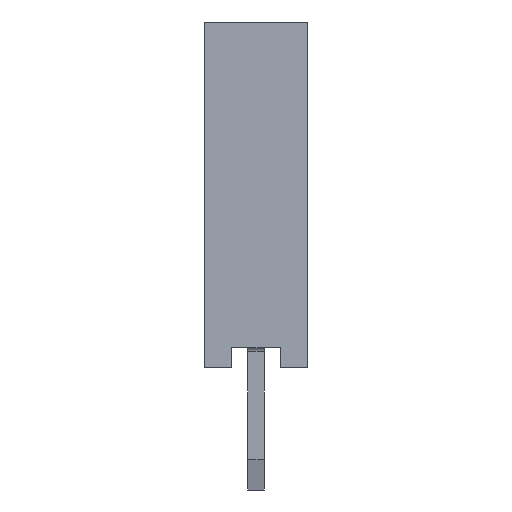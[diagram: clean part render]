
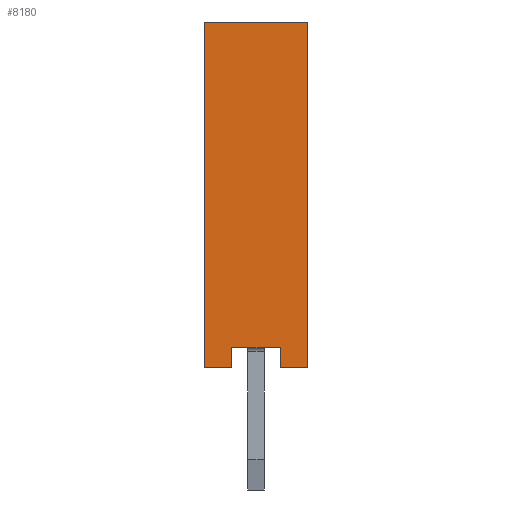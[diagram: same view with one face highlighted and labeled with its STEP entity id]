
A CAD part, left-side view. The second image highlights one B-rep face of the part: STEP entity #8180.
In plain terms, the highlighted planar face has unit normal (-1, 0, 0).
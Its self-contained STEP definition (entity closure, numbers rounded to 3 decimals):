
#8180=ADVANCED_FACE('',(#17688),#17690,.T.);
#17688=FACE_BOUND('',#17689,.T.);
#17689=EDGE_LOOP('',(#25469,#25470,#25471,#25472,#25473,#25474,#25475,#25476));
#17690=PLANE('',#17691);
#17691=AXIS2_PLACEMENT_3D('',#17692,#17693,#17694);
#17692=CARTESIAN_POINT('',(-1.27,1.27,0.));
#17693=DIRECTION('',(-1.,0.,0.));
#17694=DIRECTION('',(0.,-1.,0.));
#25469=ORIENTED_EDGE('',*,*,#30081,.T.);
#25470=ORIENTED_EDGE('',*,*,#30082,.T.);
#25471=ORIENTED_EDGE('',*,*,#30083,.T.);
#25472=ORIENTED_EDGE('',*,*,#30084,.F.);
#25473=ORIENTED_EDGE('',*,*,#30085,.F.);
#25474=ORIENTED_EDGE('',*,*,#30086,.T.);
#25475=ORIENTED_EDGE('',*,*,#30087,.T.);
#25476=ORIENTED_EDGE('',*,*,#28617,.T.);
#28617=EDGE_CURVE('',#33365,#33366,#33367,.T.);
#30081=EDGE_CURVE('',#33366,#35545,#35546,.F.);
#30082=EDGE_CURVE('',#35545,#35547,#35548,.T.);
#30083=EDGE_CURVE('',#35547,#35549,#35550,.T.);
#30084=EDGE_CURVE('',#35551,#35549,#35552,.T.);
#30085=EDGE_CURVE('',#35553,#35551,#35554,.T.);
#30086=EDGE_CURVE('',#35553,#35555,#35556,.T.);
#30087=EDGE_CURVE('',#35555,#33365,#35557,.F.);
#33365=VERTEX_POINT('',#42269);
#33366=VERTEX_POINT('',#42270);
#33367=LINE('',#42271,#42272);
#35545=VERTEX_POINT('',#47597);
#35546=LINE('',#47598,#47599);
#35547=VERTEX_POINT('',#47601);
#35548=LINE('',#47602,#47603);
#35549=VERTEX_POINT('',#47605);
#35550=LINE('',#47606,#47607);
#35551=VERTEX_POINT('',#47609);
#35552=LINE('',#47610,#47611);
#35553=VERTEX_POINT('',#47613);
#35554=LINE('',#47614,#47615);
#35555=VERTEX_POINT('',#47617);
#35556=LINE('',#47618,#47619);
#35557=LINE('',#47621,#47622);
#42269=CARTESIAN_POINT('',(-1.27,0.6,0.5));
#42270=CARTESIAN_POINT('',(-1.27,-0.6,0.5));
#42271=CARTESIAN_POINT('',(-1.27,0.6,0.5));
#42272=VECTOR('',#42273,1.);
#42273=DIRECTION('',(0.,-1.,0.));
#47597=CARTESIAN_POINT('',(-1.27,-0.6,0.));
#47598=CARTESIAN_POINT('',(-1.27,-0.6,0.));
#47599=VECTOR('',#47600,1.);
#47600=DIRECTION('',(0.,0.,1.));
#47601=CARTESIAN_POINT('',(-1.27,-1.27,0.));
#47602=CARTESIAN_POINT('',(-1.27,-0.6,0.));
#47603=VECTOR('',#47604,1.);
#47604=DIRECTION('',(0.,-1.,0.));
#47605=CARTESIAN_POINT('',(-1.27,-1.27,8.5));
#47606=CARTESIAN_POINT('',(-1.27,-1.27,0.));
#47607=VECTOR('',#47608,1.);
#47608=DIRECTION('',(0.,0.,1.));
#47609=CARTESIAN_POINT('',(-1.27,1.27,8.5));
#47610=CARTESIAN_POINT('',(-1.27,1.27,8.5));
#47611=VECTOR('',#47612,1.);
#47612=DIRECTION('',(0.,-1.,0.));
#47613=CARTESIAN_POINT('',(-1.27,1.27,0.));
#47614=CARTESIAN_POINT('',(-1.27,1.27,0.));
#47615=VECTOR('',#47616,1.);
#47616=DIRECTION('',(0.,0.,1.));
#47617=CARTESIAN_POINT('',(-1.27,0.6,0.));
#47618=CARTESIAN_POINT('',(-1.27,1.27,0.));
#47619=VECTOR('',#47620,1.);
#47620=DIRECTION('',(0.,-1.,0.));
#47621=CARTESIAN_POINT('',(-1.27,0.6,0.5));
#47622=VECTOR('',#47623,1.);
#47623=DIRECTION('',(0.,0.,-1.));
